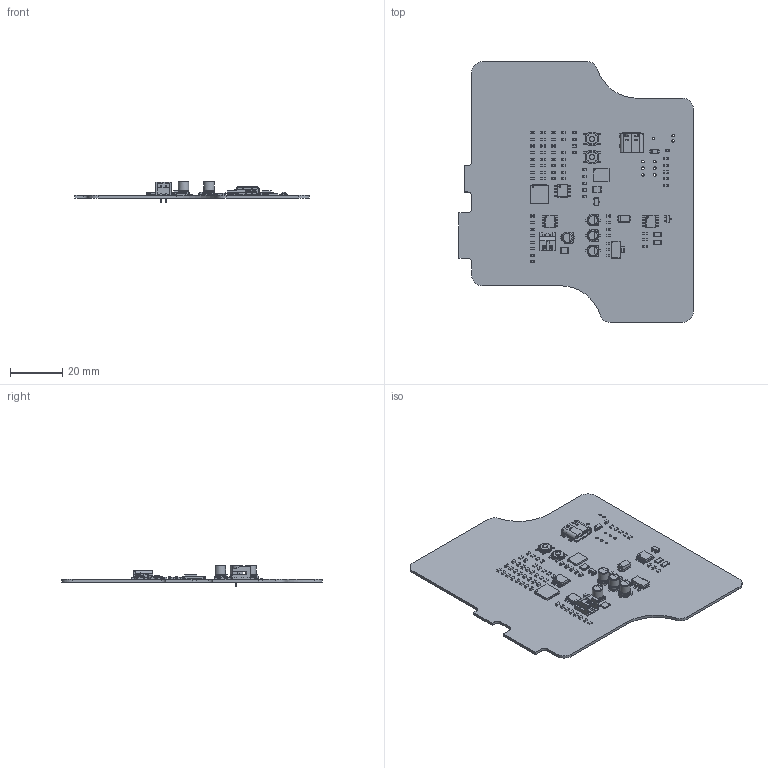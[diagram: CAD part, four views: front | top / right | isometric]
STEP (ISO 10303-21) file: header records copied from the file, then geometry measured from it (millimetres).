
FILE_DESCRIPTION(('KiCad electronic assembly'),'2;1');
FILE_NAME('pump_board.step','2025-07-29T17:52:18',('Pcbnew'),('Kicad'), 'Open CASCADE STEP processor 7.6','KiCad to STEP converter','Unknown' );
FILE_SCHEMA(('AUTOMOTIVE_DESIGN { 1 0 10303 214 1 1 1 1 }'));
Length unit declared in the file: millimetre
Products named in the file (21): pump_board 1; R_0603_1608Metric; C_0603_1608Metric; L_0603_1608Metric; LED_0603_1608Metric; CP_Elec_4x5.4; SOIC-8_3.9x4.9mm_P1.27mm; SW_SPST_TL3342; R_1206_3216Metric; QFN-56-1EP_7x7mm_P0.4mm_EP3.2x3.2mm; SOT-23; Hirose_DF3A-02P-2DS_1x02_P2.00mm_Horizontal; Crystal_SMD_Abracon_ABM8G-4Pin_3.2x2.5mm; D_SOD-123; WSON-8-1EP_6x5mm_P1.27mm_EP3.4x4.3mm; R_1210_3225Metric; SOT-223; USB_C_Receptacle_GCT_USB4105-xx-A_16P_TopMnt_Horizontal; D_SMA; Texas_HTSOP-8-1EP_3.9x4.9mm_P1.27mm_EP2.85x4.9mm_Mask2.4x3.1mm_
ThermalVias; kibot_hgy8pg_v_PCB
Assembly tree (84 placements, depth 2):
  pump_board 1
    R_0603_1608Metric  x22
    C_0603_1608Metric  x29
    L_0603_1608Metric  x4
    LED_0603_1608Metric  x6
    CP_Elec_4x5.4  x4
    SOIC-8_3.9x4.9mm_P1.27mm  x2
    SW_SPST_TL3342  x2
    R_1206_3216Metric  x2
    QFN-56-1EP_7x7mm_P0.4mm_EP3.2x3.2mm
    SOT-23  x2
    Hirose_DF3A-02P-2DS_1x02_P2.00mm_Horizontal
    Crystal_SMD_Abracon_ABM8G-4Pin_3.2x2.5mm
    D_SOD-123
    WSON-8-1EP_6x5mm_P1.27mm_EP3.4x4.3mm
    R_1210_3225Metric
    SOT-223
    USB_C_Receptacle_GCT_USB4105-xx-A_16P_TopMnt_Horizontal
    D_SMA
    Texas_HTSOP-8-1EP_3.9x4.9mm_P1.27mm_EP2.85x4.9mm_Mask2.4x3.1mm_
ThermalVias
    kibot_hgy8pg_v_PCB
Bounding box: 90 x 100 x 8.3 mm (x, y, z)
Volume: 8817.4 mm3; surface area: 17976.9 mm2
Topology: 119 solids, 121 shells, 4490 faces, 11761 edges, 7593 vertices
Faces by surface type: plane 3118, cylinder 1118, bspline 224, torus 18, cone 8, revolution 4
Full cylindrical faces by diameter (mm): 0.2 x1, 0.33 x6, 0.35 x1, 0.4 x1, 0.5 x2, 0.6 x2, 0.65 x2, 0.8 x2, 0.991 x3, 1 x6, 2 x2, 4 x8
Entity records: 70243 total; most frequent: CARTESIAN_POINT 13843, ORIENTED_EDGE 11917, DIRECTION 10979, EDGE_CURVE 5959, LINE 4884, VECTOR 4884, VERTEX_POINT 3821, AXIS2_PLACEMENT_3D 3047
